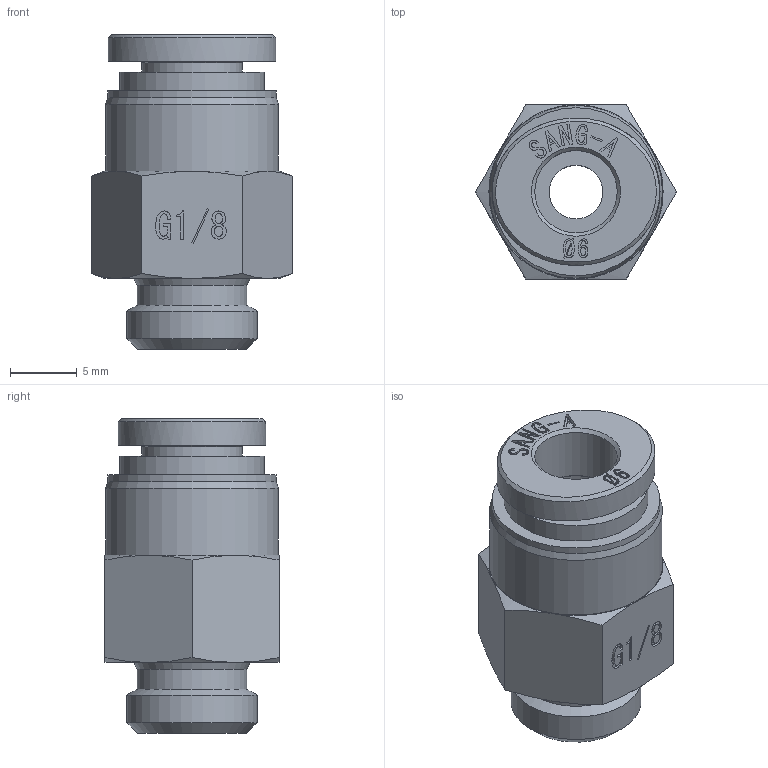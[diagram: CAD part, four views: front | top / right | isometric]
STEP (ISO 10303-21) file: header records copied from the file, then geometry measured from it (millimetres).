
FILE_DESCRIPTION((''),'2;1');
FILE_NAME('F-PC 06G01.stp','2020-11-23T15:49:31',('Administrator'),(''),'Autodesk Inventor 2013','Autodesk Inventor 2013','');
FILE_SCHEMA(('CONFIG_CONTROL_DESIGN'));
Length unit declared in the file: millimetre
Products named in the file (3): 조립품12; F-SLEEVE 06(SUS); F-PC BODY 06G01
Assembly tree (2 placements, depth 2):
  조립품12
    F-SLEEVE 06(SUS)
    F-PC BODY 06G01
Bounding box: 15.01 x 13 x 23.5 mm (x, y, z)
Volume: 2031.9 mm3; surface area: 1872.1 mm2
Topology: 2 solids, 2 shells, 283 faces, 744 edges, 494 vertices
Faces by surface type: bspline 129, plane 122, cone 20, cylinder 12
Full cylindrical faces by diameter (mm): 1.841 x1, 4 x1, 6.15 x1, 6.2 x1, 7.5 x1, 8.2 x1, 9.728 x1, 10.75 x1, 12.55 x1, 12.9 x1
Entity records: 8867 total; most frequent: CARTESIAN_POINT 2787, ORIENTED_EDGE 1440, DIRECTION 814, EDGE_CURVE 720, VERTEX_POINT 490, VECTOR 396, LINE 396, EDGE_LOOP 336
